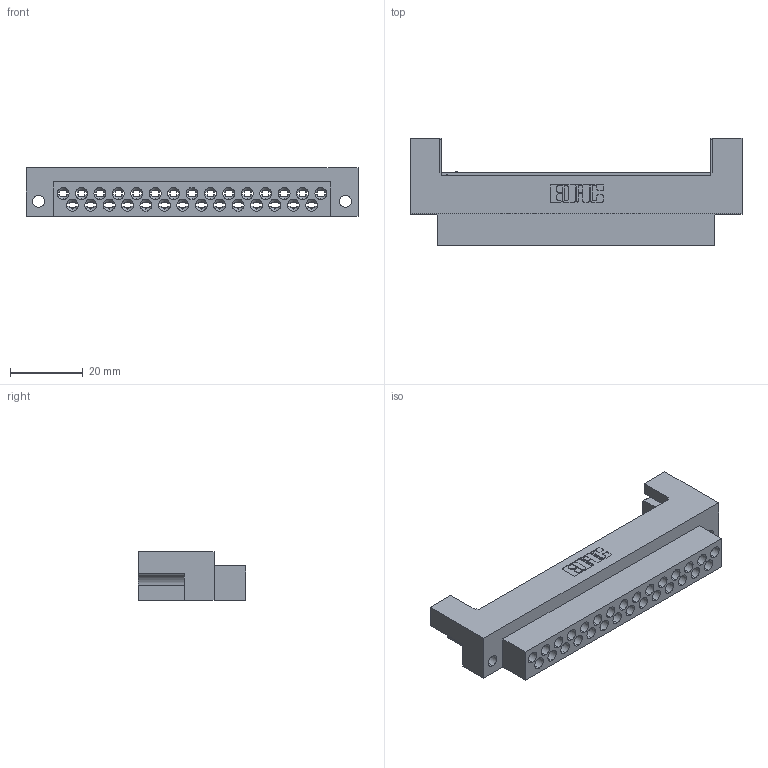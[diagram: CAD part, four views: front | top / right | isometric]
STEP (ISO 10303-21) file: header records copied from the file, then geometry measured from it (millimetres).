
FILE_DESCRIPTION (( 'STEP AP203' ), '1' );
FILE_NAME ('415-029-000-212.STEP', '2020-03-12T19:09:57', ( '' ), ( '' ), 'SwSTEP 2.0', 'SolidWorks 2016', '' );
FILE_SCHEMA (( 'CONFIG_CONTROL_DESIGN' ));
Length unit declared in the file: millimetre
Products named in the file (2): 415-210-001_415-210-029-212; 415-029-000-212
Assembly tree (1 placements, depth 2):
  415-029-000-212
    415-210-001_415-210-029-212
Bounding box: 91.59 x 29.77 x 13.49 mm (x, y, z)
Volume: 15336.2 mm3; surface area: 14737.4 mm2
Topology: 1 solids, 1 shells, 914 faces, 2708 edges, 1775 vertices
Faces by surface type: plane 701, cylinder 104, cone 87, bspline 22
Entity records: 31797 total; most frequent: CARTESIAN_POINT 7531, ORIENTED_EDGE 5416, DIRECTION 4521, EDGE_CURVE 2708, LINE 1903, VECTOR 1903, VERTEX_POINT 1775, AXIS2_PLACEMENT_3D 1309
